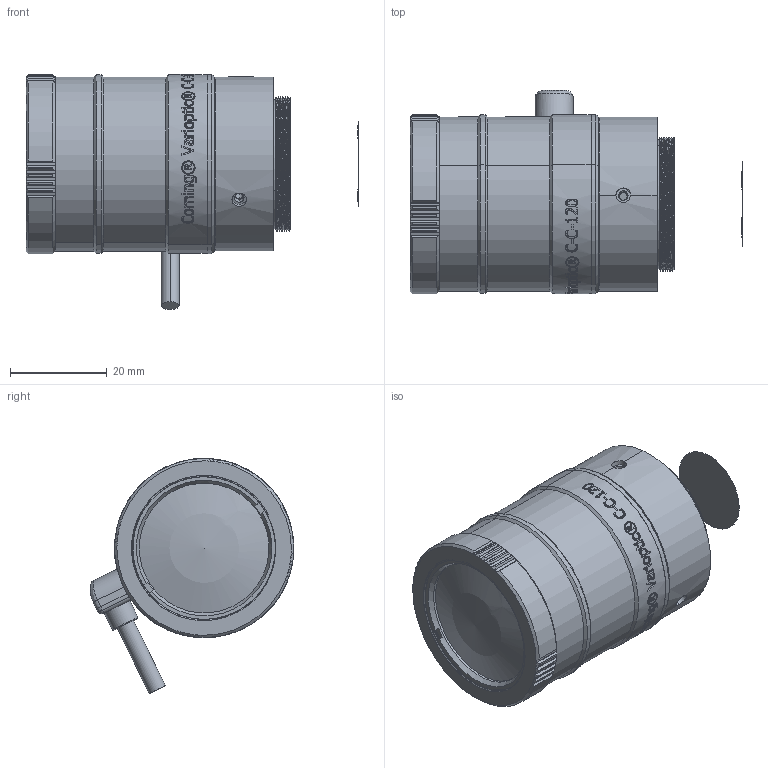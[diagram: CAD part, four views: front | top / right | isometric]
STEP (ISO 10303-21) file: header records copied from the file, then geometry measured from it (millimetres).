
FILE_DESCRIPTION (( 'STEP AP214' ), '1' );
FILE_NAME ('LH-CV1247(C)_asm V1.1 (simplifié).STEP', '2025-03-05T08:51:54', ( '' ), ( '' ), 'SwSTEP 2.0', 'SolidWorks 2023', '' );
FILE_SCHEMA (( 'AUTOMOTIVE_DESIGN' ));
Length unit declared in the file: millimetre
Products named in the file (1): LH-CV1247(C)_asm V1.1 (simplifié)
Bounding box: 68.56 x 42.02 x 48.55 mm (x, y, z)
Surface area: 13747 mm2 (no closed solid volume)
Topology: 0 solids, 19 shells, 621 faces, 2352 edges, 1666 vertices
Faces by surface type: cylinder 192, plane 191, bspline 169, cone 60, torus 5, sphere 4
Entity records: 56906 total; most frequent: CARTESIAN_POINT 39590, ORIENTED_EDGE 3664, DIRECTION 2789, EDGE_CURVE 2344, VERTEX_POINT 1662, B_SPLINE_CURVE_WITH_KNOTS 945, AXIS2_PLACEMENT_3D 937, LINE 915
